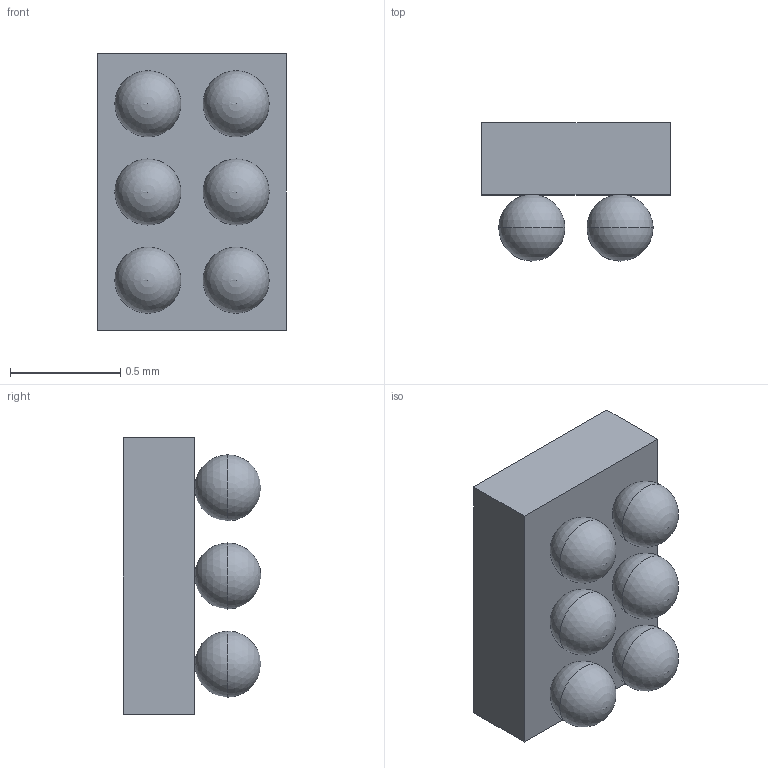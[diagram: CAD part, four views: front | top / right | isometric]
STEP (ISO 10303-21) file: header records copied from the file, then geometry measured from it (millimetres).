
FILE_DESCRIPTION (( 'STEP AP214' ), '1' );
FILE_NAME ('YFF6.STEP', '2020-08-06T11:22:48', ( '' ), ( '' ), 'SwSTEP 2.0', 'SolidWorks 2017', '' );
FILE_SCHEMA (( 'AUTOMOTIVE_DESIGN' ));
Length unit declared in the file: millimetre
Products named in the file (1): YFF6
Bounding box: 0.85 x 0.62 x 1.25 mm (x, y, z)
Volume: 0.4 mm3; surface area: 5.3 mm2
Topology: 8 solids, 8 shells, 25 faces, 66 edges, 46 vertices
Faces by surface type: sphere 12, plane 9, cylinder 4
Entity records: 806 total; most frequent: DIRECTION 108, CARTESIAN_POINT 90, ORIENTED_EDGE 72, AXIS2_PLACEMENT_3D 46, EDGE_CURVE 36, VERTEX_POINT 28, EDGE_LOOP 26, FACE_OUTER_BOUND 25
